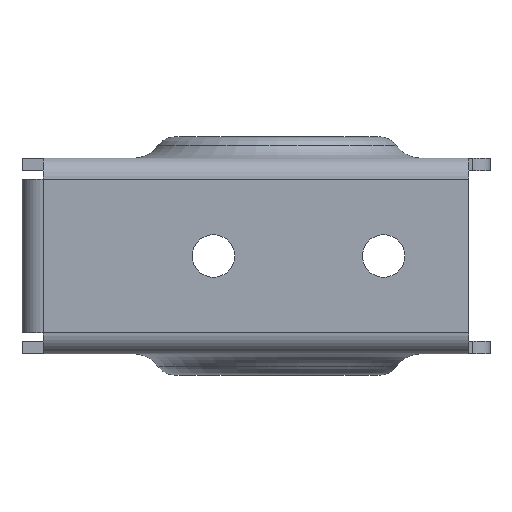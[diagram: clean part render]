
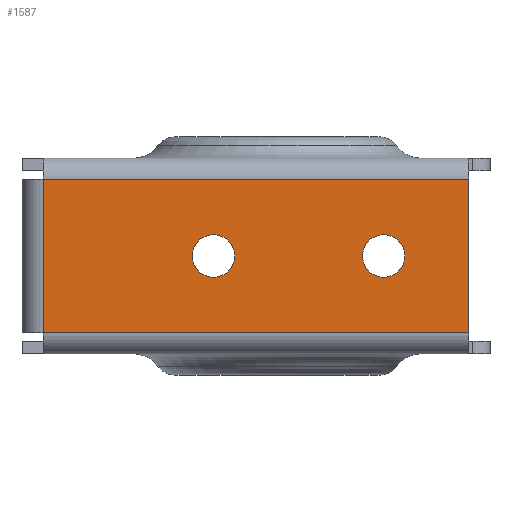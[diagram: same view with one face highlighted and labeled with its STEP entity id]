
A CAD part, front view. The second image highlights one B-rep face of the part: STEP entity #1587.
In plain terms, the highlighted planar face has unit normal (0, -1, 0).
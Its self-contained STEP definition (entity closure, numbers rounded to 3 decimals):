
#52 = CARTESIAN_POINT ( 'NONE',  ( 22.5, -1.5, 0. ) ) ;
#100 = PLANE ( 'NONE',  #2350 ) ;
#179 = FACE_BOUND ( 'NONE', #875, .T. ) ;
#343 = CARTESIAN_POINT ( 'NONE',  ( 42.5, -1.5, 0. ) ) ;
#378 = DIRECTION ( 'NONE',  ( 0., 1., 0. ) ) ;
#401 = VERTEX_POINT ( 'NONE', #1177 ) ;
#425 = DIRECTION ( 'NONE',  ( 0., 0., -1. ) ) ;
#445 = EDGE_CURVE ( 'NONE', #3325, #2325, #505, .T. ) ;
#456 = LINE ( 'NONE', #531, #1175 ) ;
#467 = VERTEX_POINT ( 'NONE', #3164 ) ;
#485 = CARTESIAN_POINT ( 'NONE',  ( 2.5, -1.5, 9. ) ) ;
#505 = CIRCLE ( 'NONE', #1725, 2.5 ) ;
#531 = CARTESIAN_POINT ( 'NONE',  ( 2.5, -1.5, 9. ) ) ;
#596 = DIRECTION ( 'NONE',  ( 0., 0., -1. ) ) ;
#659 = LINE ( 'NONE', #1636, #2185 ) ;
#734 = VERTEX_POINT ( 'NONE', #2149 ) ;
#745 = CARTESIAN_POINT ( 'NONE',  ( 52.5, -1.5, 9. ) ) ;
#854 = CARTESIAN_POINT ( 'NONE',  ( 0., -1.5, -9. ) ) ;
#864 = CARTESIAN_POINT ( 'NONE',  ( 42.5, -1.5, -2.5 ) ) ;
#875 = EDGE_LOOP ( 'NONE', ( #1653, #3039 ) ) ;
#934 = DIRECTION ( 'NONE',  ( 0., -1., 0. ) ) ;
#980 = DIRECTION ( 'NONE',  ( 0., 0., -1. ) ) ;
#1095 = FACE_OUTER_BOUND ( 'NONE', #2060, .T. ) ;
#1162 = VERTEX_POINT ( 'NONE', #745 ) ;
#1175 = VECTOR ( 'NONE', #1876, 1000. ) ;
#1177 = CARTESIAN_POINT ( 'NONE',  ( 42.5, -1.5, 2.5 ) ) ;
#1183 = DIRECTION ( 'NONE',  ( 0., 0., 1. ) ) ;
#1343 = DIRECTION ( 'NONE',  ( -1., 0., 0. ) ) ;
#1452 = ORIENTED_EDGE ( 'NONE', *, *, #2553, .T. ) ;
#1489 = VERTEX_POINT ( 'NONE', #864 ) ;
#1490 = DIRECTION ( 'NONE',  ( 0., -1., 0. ) ) ;
#1532 = VECTOR ( 'NONE', #3531, 1000. ) ;
#1587 = ADVANCED_FACE ( 'NONE', ( #2423, #179, #1095 ), #100, .F. ) ;
#1636 = CARTESIAN_POINT ( 'NONE',  ( 52.5, -1.5, -11.5 ) ) ;
#1638 = AXIS2_PLACEMENT_3D ( 'NONE', #343, #2789, #596 ) ;
#1653 = ORIENTED_EDGE ( 'NONE', *, *, #3083, .F. ) ;
#1700 = VECTOR ( 'NONE', #1343, 1000. ) ;
#1707 = ORIENTED_EDGE ( 'NONE', *, *, #2621, .T. ) ;
#1715 = DIRECTION ( 'NONE',  ( 0., 0., -1. ) ) ;
#1725 = AXIS2_PLACEMENT_3D ( 'NONE', #2565, #934, #980 ) ;
#1769 = EDGE_CURVE ( 'NONE', #1162, #3514, #1949, .T. ) ;
#1781 = AXIS2_PLACEMENT_3D ( 'NONE', #2027, #1490, #425 ) ;
#1834 = AXIS2_PLACEMENT_3D ( 'NONE', #52, #2522, #1715 ) ;
#1876 = DIRECTION ( 'NONE',  ( 0., 0., -1. ) ) ;
#1949 = LINE ( 'NONE', #2172, #1700 ) ;
#2027 = CARTESIAN_POINT ( 'NONE',  ( 42.5, -1.5, 0. ) ) ;
#2060 = EDGE_LOOP ( 'NONE', ( #1452, #1707, #2895, #2835 ) ) ;
#2095 = CARTESIAN_POINT ( 'NONE',  ( 22.5, -1.5, 2.5 ) ) ;
#2149 = CARTESIAN_POINT ( 'NONE',  ( 52.5, -1.5, -9. ) ) ;
#2172 = CARTESIAN_POINT ( 'NONE',  ( 55., -1.5, 9. ) ) ;
#2185 = VECTOR ( 'NONE', #3312, 1000. ) ;
#2186 = EDGE_CURVE ( 'NONE', #401, #1489, #2318, .T. ) ;
#2318 = CIRCLE ( 'NONE', #1781, 2.5 ) ;
#2325 = VERTEX_POINT ( 'NONE', #2926 ) ;
#2335 = CIRCLE ( 'NONE', #1834, 2.5 ) ;
#2347 = ORIENTED_EDGE ( 'NONE', *, *, #3063, .F. ) ;
#2350 = AXIS2_PLACEMENT_3D ( 'NONE', #3403, #378, #1183 ) ;
#2423 = FACE_BOUND ( 'NONE', #2998, .T. ) ;
#2522 = DIRECTION ( 'NONE',  ( 0., -1., 0. ) ) ;
#2553 = EDGE_CURVE ( 'NONE', #467, #734, #3464, .T. ) ;
#2565 = CARTESIAN_POINT ( 'NONE',  ( 22.5, -1.5, 0. ) ) ;
#2621 = EDGE_CURVE ( 'NONE', #734, #1162, #659, .T. ) ;
#2699 = ORIENTED_EDGE ( 'NONE', *, *, #2186, .F. ) ;
#2789 = DIRECTION ( 'NONE',  ( 0., -1., 0. ) ) ;
#2835 = ORIENTED_EDGE ( 'NONE', *, *, #3515, .T. ) ;
#2895 = ORIENTED_EDGE ( 'NONE', *, *, #1769, .T. ) ;
#2926 = CARTESIAN_POINT ( 'NONE',  ( 22.5, -1.5, -2.5 ) ) ;
#2998 = EDGE_LOOP ( 'NONE', ( #2347, #2699 ) ) ;
#3039 = ORIENTED_EDGE ( 'NONE', *, *, #445, .F. ) ;
#3063 = EDGE_CURVE ( 'NONE', #1489, #401, #3162, .T. ) ;
#3083 = EDGE_CURVE ( 'NONE', #2325, #3325, #2335, .T. ) ;
#3162 = CIRCLE ( 'NONE', #1638, 2.5 ) ;
#3164 = CARTESIAN_POINT ( 'NONE',  ( 2.5, -1.5, -9. ) ) ;
#3312 = DIRECTION ( 'NONE',  ( 0., 0., 1. ) ) ;
#3325 = VERTEX_POINT ( 'NONE', #2095 ) ;
#3403 = CARTESIAN_POINT ( 'NONE',  ( 0., -1.5, 11.5 ) ) ;
#3464 = LINE ( 'NONE', #854, #1532 ) ;
#3514 = VERTEX_POINT ( 'NONE', #485 ) ;
#3515 = EDGE_CURVE ( 'NONE', #3514, #467, #456, .T. ) ;
#3531 = DIRECTION ( 'NONE',  ( 1., 0., 0. ) ) ;
